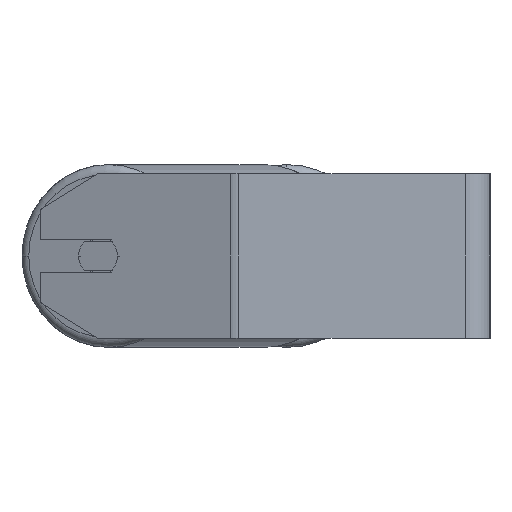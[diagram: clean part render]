
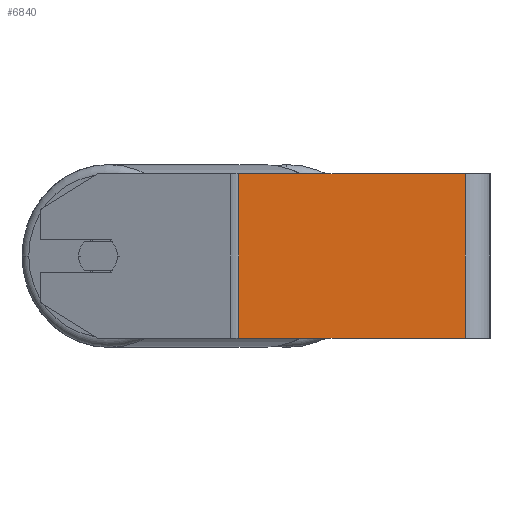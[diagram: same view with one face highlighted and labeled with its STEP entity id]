
A CAD part, left-side view. The second image highlights one B-rep face of the part: STEP entity #6840.
In plain terms, the highlighted planar face has unit normal (-1, 0, 0).
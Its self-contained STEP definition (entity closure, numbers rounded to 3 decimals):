
#14 = ORIENTED_EDGE ( 'NONE', *, *, #8032, .F. ) ;
#128 = ORIENTED_EDGE ( 'NONE', *, *, #3201, .T. ) ;
#285 = VECTOR ( 'NONE', #8368, 1000. ) ;
#337 = DIRECTION ( 'NONE',  ( 1., 0., 0. ) ) ;
#1108 = VERTEX_POINT ( 'NONE', #7913 ) ;
#1196 = EDGE_CURVE ( 'NONE', #4255, #8603, #4555, .T. ) ;
#1531 = LINE ( 'NONE', #5532, #285 ) ;
#1698 = VECTOR ( 'NONE', #6588, 1000. ) ;
#1790 = EDGE_CURVE ( 'NONE', #1108, #8020, #3014, .T. ) ;
#2288 = ORIENTED_EDGE ( 'NONE', *, *, #1196, .F. ) ;
#2351 = LINE ( 'NONE', #5067, #6415 ) ;
#2744 = CARTESIAN_POINT ( 'NONE',  ( -400., 122.307, 40. ) ) ;
#2976 = DIRECTION ( 'NONE',  ( 0., 0., -1. ) ) ;
#3014 = LINE ( 'NONE', #4349, #5531 ) ;
#3201 = EDGE_CURVE ( 'NONE', #4255, #1108, #1531, .T. ) ;
#4255 = VERTEX_POINT ( 'NONE', #2744 ) ;
#4318 = PLANE ( 'NONE',  #5401 ) ;
#4349 = CARTESIAN_POINT ( 'NONE',  ( -400., 124.423, -40. ) ) ;
#4411 = DIRECTION ( 'NONE',  ( 0., 0., -1. ) ) ;
#4555 = LINE ( 'NONE', #7265, #1698 ) ;
#5067 = CARTESIAN_POINT ( 'NONE',  ( -400., 12., 40. ) ) ;
#5401 = AXIS2_PLACEMENT_3D ( 'NONE', #8269, #337, #2976 ) ;
#5451 = CARTESIAN_POINT ( 'NONE',  ( -400., 12., 40. ) ) ;
#5531 = VECTOR ( 'NONE', #6333, 1000. ) ;
#5532 = CARTESIAN_POINT ( 'NONE',  ( -400., 122.307, 40. ) ) ;
#5561 = FACE_OUTER_BOUND ( 'NONE', #5756, .T. ) ;
#5685 = CARTESIAN_POINT ( 'NONE',  ( -400., 12., -40. ) ) ;
#5756 = EDGE_LOOP ( 'NONE', ( #6964, #14, #2288, #128 ) ) ;
#6333 = DIRECTION ( 'NONE',  ( 0., -1., 0. ) ) ;
#6415 = VECTOR ( 'NONE', #4411, 1000. ) ;
#6588 = DIRECTION ( 'NONE',  ( 0., -1., 0. ) ) ;
#6840 = ADVANCED_FACE ( 'NONE', ( #5561 ), #4318, .F. ) ;
#6964 = ORIENTED_EDGE ( 'NONE', *, *, #1790, .T. ) ;
#7265 = CARTESIAN_POINT ( 'NONE',  ( -400., 124.423, 40. ) ) ;
#7913 = CARTESIAN_POINT ( 'NONE',  ( -400., 122.307, -40. ) ) ;
#8020 = VERTEX_POINT ( 'NONE', #5685 ) ;
#8032 = EDGE_CURVE ( 'NONE', #8603, #8020, #2351, .T. ) ;
#8269 = CARTESIAN_POINT ( 'NONE',  ( -400., 124.423, 40. ) ) ;
#8368 = DIRECTION ( 'NONE',  ( 0., 0., -1. ) ) ;
#8603 = VERTEX_POINT ( 'NONE', #5451 ) ;
